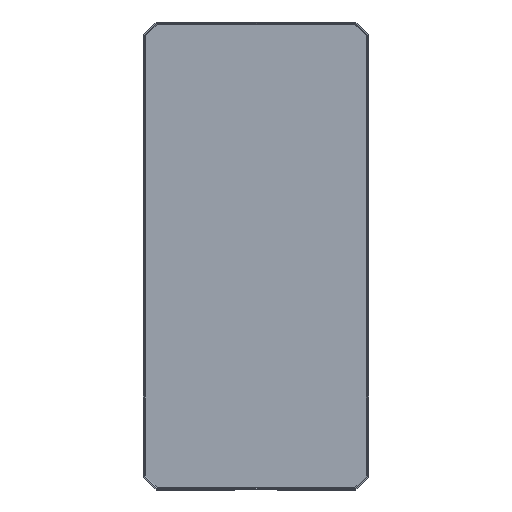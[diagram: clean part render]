
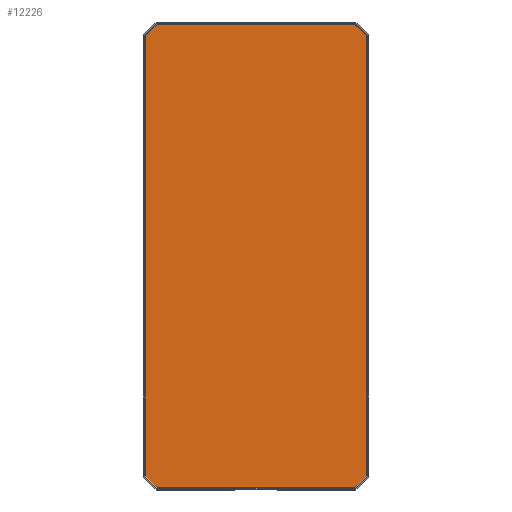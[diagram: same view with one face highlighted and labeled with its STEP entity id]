
A CAD part, top view. The second image highlights one B-rep face of the part: STEP entity #12226.
In plain terms, the highlighted planar face has unit normal (0, 0, 1).
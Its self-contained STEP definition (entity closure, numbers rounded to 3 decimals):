
#24=FACE_OUTER_BOUND('',#727,.T.);
#727=EDGE_LOOP('',(#7931,#7932,#7933,#7934,#7935,#7936,#7937,#7938));
#1439=LINE('',#16842,#3235);
#1440=LINE('',#16844,#3236);
#1441=LINE('',#16846,#3237);
#1442=LINE('',#16848,#3238);
#1443=LINE('',#16850,#3239);
#1444=LINE('',#16852,#3240);
#1445=LINE('',#16854,#3241);
#1446=LINE('',#16855,#3242);
#3235=VECTOR('',#13638,10.);
#3236=VECTOR('',#13639,10.);
#3237=VECTOR('',#13640,10.);
#3238=VECTOR('',#13641,10.);
#3239=VECTOR('',#13642,10.);
#3240=VECTOR('',#13643,10.);
#3241=VECTOR('',#13644,10.);
#3242=VECTOR('',#13645,10.);
#5031=VERTEX_POINT('',#16840);
#5032=VERTEX_POINT('',#16841);
#5033=VERTEX_POINT('',#16843);
#5034=VERTEX_POINT('',#16845);
#5035=VERTEX_POINT('',#16847);
#5036=VERTEX_POINT('',#16849);
#5037=VERTEX_POINT('',#16851);
#5038=VERTEX_POINT('',#16853);
#6135=EDGE_CURVE('',#5031,#5032,#1439,.T.);
#6136=EDGE_CURVE('',#5033,#5031,#1440,.T.);
#6137=EDGE_CURVE('',#5034,#5033,#1441,.T.);
#6138=EDGE_CURVE('',#5035,#5034,#1442,.T.);
#6139=EDGE_CURVE('',#5036,#5035,#1443,.T.);
#6140=EDGE_CURVE('',#5037,#5036,#1444,.T.);
#6141=EDGE_CURVE('',#5038,#5037,#1445,.T.);
#6142=EDGE_CURVE('',#5032,#5038,#1446,.T.);
#7931=ORIENTED_EDGE('',*,*,#6135,.F.);
#7932=ORIENTED_EDGE('',*,*,#6136,.F.);
#7933=ORIENTED_EDGE('',*,*,#6137,.F.);
#7934=ORIENTED_EDGE('',*,*,#6138,.F.);
#7935=ORIENTED_EDGE('',*,*,#6139,.F.);
#7936=ORIENTED_EDGE('',*,*,#6140,.F.);
#7937=ORIENTED_EDGE('',*,*,#6141,.F.);
#7938=ORIENTED_EDGE('',*,*,#6142,.F.);
#11523=PLANE('',#12931);
#12226=ADVANCED_FACE('',(#24),#11523,.T.);
#12931=AXIS2_PLACEMENT_3D('',#16839,#13636,#13637);
#13636=DIRECTION('center_axis',(0.,0.,1.));
#13637=DIRECTION('ref_axis',(1.,0.,0.));
#13638=DIRECTION('',(0.,-1.,0.));
#13639=DIRECTION('',(0.707,-0.707,0.));
#13640=DIRECTION('',(1.,0.,0.));
#13641=DIRECTION('',(0.707,0.707,0.));
#13642=DIRECTION('',(0.,1.,0.));
#13643=DIRECTION('',(-0.707,0.707,0.));
#13644=DIRECTION('',(-1.,0.,0.));
#13645=DIRECTION('',(-0.707,-0.707,0.));
#16839=CARTESIAN_POINT('Origin',(25.,75.,40.6));
#16840=CARTESIAN_POINT('',(70.5,165.814,40.6));
#16841=CARTESIAN_POINT('',(70.5,-15.814,40.6));
#16842=CARTESIAN_POINT('',(70.5,29.386,40.6));
#16843=CARTESIAN_POINT('',(65.814,170.5,40.6));
#16844=CARTESIAN_POINT('',(81.975,154.339,40.6));
#16845=CARTESIAN_POINT('',(-15.814,170.5,40.6));
#16846=CARTESIAN_POINT('',(45.614,170.5,40.6));
#16847=CARTESIAN_POINT('',(-20.5,165.814,40.6));
#16848=CARTESIAN_POINT('',(-29.339,156.975,40.6));
#16849=CARTESIAN_POINT('',(-20.5,-15.814,40.6));
#16850=CARTESIAN_POINT('',(-20.5,120.614,40.6));
#16851=CARTESIAN_POINT('',(-15.814,-20.5,40.6));
#16852=CARTESIAN_POINT('',(-31.975,-4.339,40.6));
#16853=CARTESIAN_POINT('',(65.814,-20.5,40.6));
#16854=CARTESIAN_POINT('',(4.386,-20.5,40.6));
#16855=CARTESIAN_POINT('',(79.339,-6.975,40.6));
